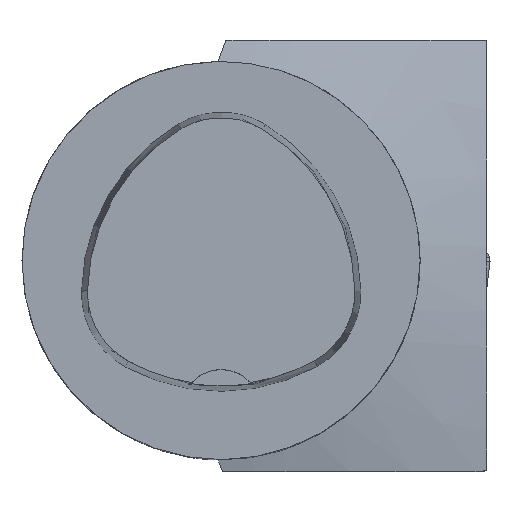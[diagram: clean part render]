
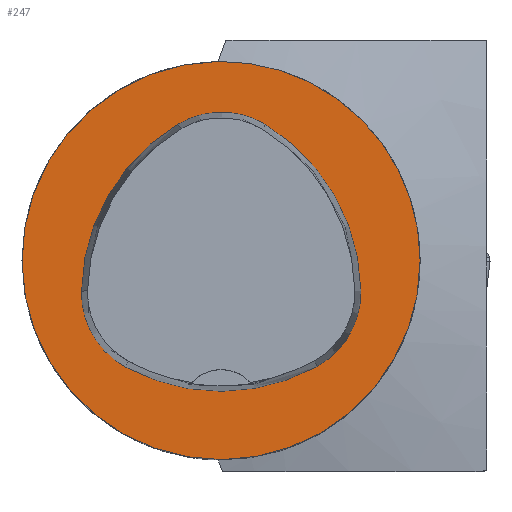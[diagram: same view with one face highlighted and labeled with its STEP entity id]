
A CAD part, top view. The second image highlights one B-rep face of the part: STEP entity #247.
In plain terms, the highlighted planar face has unit normal (0, 0, 1).
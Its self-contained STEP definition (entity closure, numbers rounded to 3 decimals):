
#97=FACE_BOUND('',#497,.T.);
#98=FACE_BOUND('',#498,.T.);
#167=CIRCLE('',#1887,20.);
#169=CIRCLE('',#1898,20.);
#171=CIRCLE('',#1901,8.5);
#173=CIRCLE('',#1904,20.);
#175=CIRCLE('',#1907,8.5);
#178=CIRCLE('',#1911,20.);
#181=CIRCLE('',#1915,8.5);
#247=ADVANCED_FACE('',(#97,#98),#319,.T.);
#319=PLANE('',#1920);
#497=EDGE_LOOP('',(#883,#884,#885,#886,#887,#888));
#498=EDGE_LOOP('',(#889));
#883=ORIENTED_EDGE('',*,*,#1380,.F.);
#884=ORIENTED_EDGE('',*,*,#1375,.F.);
#885=ORIENTED_EDGE('',*,*,#1370,.F.);
#886=ORIENTED_EDGE('',*,*,#1367,.F.);
#887=ORIENTED_EDGE('',*,*,#1364,.F.);
#888=ORIENTED_EDGE('',*,*,#1360,.F.);
#889=ORIENTED_EDGE('',*,*,#1342,.T.);
#1132=VERTEX_POINT('',#3107);
#1149=VERTEX_POINT('',#3143);
#1150=VERTEX_POINT('',#3144);
#1153=VERTEX_POINT('',#3152);
#1155=VERTEX_POINT('',#3158);
#1157=VERTEX_POINT('',#3164);
#1161=VERTEX_POINT('',#3177);
#1342=EDGE_CURVE('',#1132,#1132,#167,.T.);
#1360=EDGE_CURVE('',#1149,#1150,#169,.T.);
#1364=EDGE_CURVE('',#1150,#1153,#171,.T.);
#1367=EDGE_CURVE('',#1153,#1155,#173,.T.);
#1370=EDGE_CURVE('',#1155,#1157,#175,.T.);
#1375=EDGE_CURVE('',#1157,#1161,#178,.T.);
#1380=EDGE_CURVE('',#1161,#1149,#181,.T.);
#1887=AXIS2_PLACEMENT_3D('',#3106,#2234,#2235);
#1898=AXIS2_PLACEMENT_3D('',#3142,#2264,#2265);
#1901=AXIS2_PLACEMENT_3D('',#3151,#2272,#2273);
#1904=AXIS2_PLACEMENT_3D('',#3157,#2279,#2280);
#1907=AXIS2_PLACEMENT_3D('',#3163,#2286,#2287);
#1911=AXIS2_PLACEMENT_3D('',#3176,#2295,#2296);
#1915=AXIS2_PLACEMENT_3D('',#3189,#2304,#2305);
#1920=AXIS2_PLACEMENT_3D('',#3194,#2314,#2315);
#2234=DIRECTION('',(0.,0.,1.));
#2235=DIRECTION('',(1.,0.,0.));
#2264=DIRECTION('',(0.,0.,1.));
#2265=DIRECTION('',(1.,0.,0.));
#2272=DIRECTION('',(0.,0.,1.));
#2273=DIRECTION('',(1.,0.,0.));
#2279=DIRECTION('',(0.,0.,1.));
#2280=DIRECTION('',(1.,0.,0.));
#2286=DIRECTION('',(0.,0.,1.));
#2287=DIRECTION('',(1.,0.,0.));
#2295=DIRECTION('',(0.,0.,1.));
#2296=DIRECTION('',(1.,0.,0.));
#2304=DIRECTION('',(0.,0.,1.));
#2305=DIRECTION('',(1.,0.,0.));
#2314=DIRECTION('',(0.,0.,1.));
#2315=DIRECTION('',(-1.,0.,0.));
#3106=CARTESIAN_POINT('',(0.,0.,0.));
#3107=CARTESIAN_POINT('',(20.,0.,0.));
#3142=CARTESIAN_POINT('',(-5.955,-3.414,0.));
#3143=CARTESIAN_POINT('',(14.041,-3.042,0.));
#3144=CARTESIAN_POINT('',(4.472,13.653,0.));
#3151=CARTESIAN_POINT('',(0.04,6.4,0.));
#3152=CARTESIAN_POINT('',(-4.347,13.68,0.));
#3157=CARTESIAN_POINT('',(5.976,-3.45,0.));
#3158=CARTESIAN_POINT('',(-14.021,-3.075,0.));
#3163=CARTESIAN_POINT('',(-5.522,-3.235,0.));
#3164=CARTESIAN_POINT('',(-9.588,-10.699,0.));
#3176=CARTESIAN_POINT('',(-0.022,6.864,0.));
#3177=CARTESIAN_POINT('',(9.655,-10.639,0.));
#3189=CARTESIAN_POINT('',(5.543,-3.2,0.));
#3194=CARTESIAN_POINT('',(0.,0.,0.));
